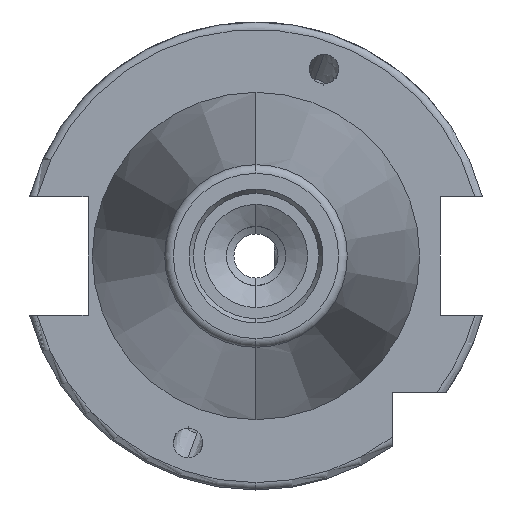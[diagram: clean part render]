
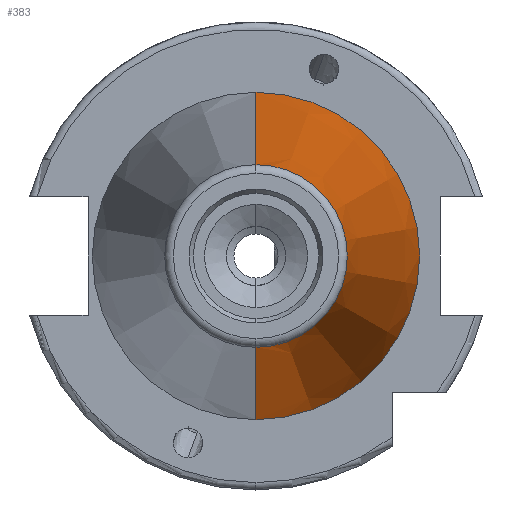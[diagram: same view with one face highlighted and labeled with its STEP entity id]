
A CAD part, left-side view. The second image highlights one B-rep face of the part: STEP entity #383.
In plain terms, the highlighted conical face has half-angle 8.297 degrees and reference radius 22.225 mm.
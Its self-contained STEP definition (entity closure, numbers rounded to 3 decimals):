
#383 = ADVANCED_FACE ( 'NONE', ( #4684 ), #4727, .T. ) ;
#386 = VERTEX_POINT ( 'NONE', #4699 ) ;
#389 = EDGE_LOOP ( 'NONE', ( #419, #404, #416, #406 ) ) ;
#395 = VERTEX_POINT ( 'NONE', #4725 ) ;
#398 = EDGE_CURVE ( 'NONE', #386, #395, #4692, .T. ) ;
#404 = ORIENTED_EDGE ( 'NONE', *, *, #413, .T. ) ;
#405 = EDGE_CURVE ( 'NONE', #407, #408, #3166, .T. ) ;
#406 = ORIENTED_EDGE ( 'NONE', *, *, #422, .F. ) ;
#407 = VERTEX_POINT ( 'NONE', #3182 ) ;
#408 = VERTEX_POINT ( 'NONE', #3181 ) ;
#413 = EDGE_CURVE ( 'NONE', #407, #386, #3180, .T. ) ;
#416 = ORIENTED_EDGE ( 'NONE', *, *, #398, .T. ) ;
#419 = ORIENTED_EDGE ( 'NONE', *, *, #405, .F. ) ;
#422 = EDGE_CURVE ( 'NONE', #408, #395, #2886, .T. ) ;
#2884 = VECTOR ( 'NONE', #2888, 1000. ) ;
#2886 = LINE ( 'NONE', #2887, #2884 ) ;
#2887 = CARTESIAN_POINT ( 'NONE',  ( 0., 0., 22.225 ) ) ;
#2888 = DIRECTION ( 'NONE',  ( 0.99, 0., 0.144 ) ) ;
#3160 = DIRECTION ( 'NONE',  ( 0.99, 0., -0.144 ) ) ;
#3161 = VECTOR ( 'NONE', #3160, 1000. ) ;
#3166 = CIRCLE ( 'NONE', #3167, 12.4 ) ;
#3167 = AXIS2_PLACEMENT_3D ( 'NONE', #3168, #3184, #3183 ) ;
#3168 = CARTESIAN_POINT ( 'NONE',  ( -67.373, 0., 0. ) ) ;
#3179 = CARTESIAN_POINT ( 'NONE',  ( 0., 0., -22.225 ) ) ;
#3180 = LINE ( 'NONE', #3179, #3161 ) ;
#3181 = CARTESIAN_POINT ( 'NONE',  ( -67.373, 0., 12.4 ) ) ;
#3182 = CARTESIAN_POINT ( 'NONE',  ( -67.373, 0., -12.4 ) ) ;
#3183 = DIRECTION ( 'NONE',  ( 0., 0., -1. ) ) ;
#3184 = DIRECTION ( 'NONE',  ( -1., 0., 0. ) ) ;
#4684 = FACE_OUTER_BOUND ( 'NONE', #389, .T. ) ;
#4686 = DIRECTION ( 'NONE',  ( 0., 0., 1. ) ) ;
#4687 = DIRECTION ( 'NONE',  ( 1., 0., 0. ) ) ;
#4688 = DIRECTION ( 'NONE',  ( 0., 0., -1. ) ) ;
#4689 = DIRECTION ( 'NONE',  ( -1., 0., 0. ) ) ;
#4690 = CARTESIAN_POINT ( 'NONE',  ( 0., 0., 0. ) ) ;
#4691 = AXIS2_PLACEMENT_3D ( 'NONE', #4690, #4689, #4688 ) ;
#4692 = CIRCLE ( 'NONE', #4691, 22.225 ) ;
#4699 = CARTESIAN_POINT ( 'NONE',  ( 0., 0., -22.225 ) ) ;
#4720 = CARTESIAN_POINT ( 'NONE',  ( 0., 0., 0. ) ) ;
#4721 = AXIS2_PLACEMENT_3D ( 'NONE', #4720, #4687, #4686 ) ;
#4725 = CARTESIAN_POINT ( 'NONE',  ( 0., 0., 22.225 ) ) ;
#4727 = CONICAL_SURFACE ( 'NONE', #4721, 22.225, 0.145 ) ;
